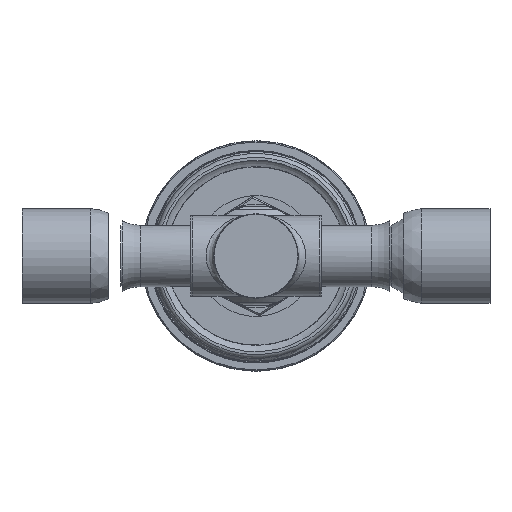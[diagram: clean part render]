
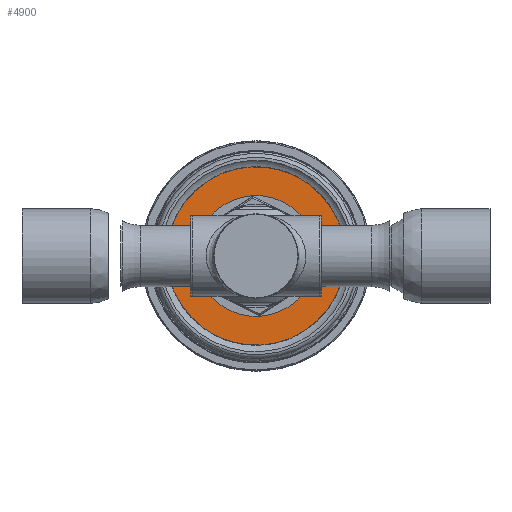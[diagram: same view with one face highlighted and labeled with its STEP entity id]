
A CAD part, front view. The second image highlights one B-rep face of the part: STEP entity #4900.
In plain terms, the highlighted planar face has unit normal (0, 1, 0).
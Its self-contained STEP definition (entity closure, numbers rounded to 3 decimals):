
#94=FACE_BOUND('',#839,.T.);
#159=PLANE('',#5474);
#548=FACE_OUTER_BOUND('',#838,.T.);
#838=EDGE_LOOP('',(#4176,#4177));
#839=EDGE_LOOP('',(#4178,#4179));
#1177=CIRCLE('',#5475,23.25);
#1178=CIRCLE('',#5476,23.25);
#1179=CIRCLE('',#5477,14.956);
#1180=CIRCLE('',#5478,14.956);
#2126=VERTEX_POINT('',#15958);
#2127=VERTEX_POINT('',#15959);
#2128=VERTEX_POINT('',#15962);
#2129=VERTEX_POINT('',#15963);
#2821=EDGE_CURVE('',#2126,#2127,#1177,.T.);
#2822=EDGE_CURVE('',#2127,#2126,#1178,.T.);
#2823=EDGE_CURVE('',#2128,#2129,#1179,.T.);
#2824=EDGE_CURVE('',#2129,#2128,#1180,.T.);
#4176=ORIENTED_EDGE('',*,*,#2821,.T.);
#4177=ORIENTED_EDGE('',*,*,#2822,.T.);
#4178=ORIENTED_EDGE('',*,*,#2823,.T.);
#4179=ORIENTED_EDGE('',*,*,#2824,.T.);
#4900=ADVANCED_FACE('',(#548,#94),#159,.T.);
#5474=AXIS2_PLACEMENT_3D('',#15957,#6766,#6767);
#5475=AXIS2_PLACEMENT_3D('',#15960,#6768,#6769);
#5476=AXIS2_PLACEMENT_3D('',#15961,#6770,#6771);
#5477=AXIS2_PLACEMENT_3D('',#15964,#6772,#6773);
#5478=AXIS2_PLACEMENT_3D('',#15965,#6774,#6775);
#6766=DIRECTION('center_axis',(0.,1.,0.));
#6767=DIRECTION('ref_axis',(0.547,0.,-0.837));
#6768=DIRECTION('center_axis',(0.,1.,0.));
#6769=DIRECTION('ref_axis',(0.547,0.,-0.837));
#6770=DIRECTION('center_axis',(0.,1.,0.));
#6771=DIRECTION('ref_axis',(0.547,0.,-0.837));
#6772=DIRECTION('center_axis',(0.,-1.,0.));
#6773=DIRECTION('ref_axis',(0.547,0.,-0.837));
#6774=DIRECTION('center_axis',(0.,-1.,0.));
#6775=DIRECTION('ref_axis',(0.547,0.,-0.837));
#15957=CARTESIAN_POINT('Origin',(0.233,58.507,64.));
#15958=CARTESIAN_POINT('',(12.95,58.507,44.536));
#15959=CARTESIAN_POINT('',(-12.483,58.507,83.464));
#15960=CARTESIAN_POINT('Origin',(0.233,58.507,64.));
#15961=CARTESIAN_POINT('Origin',(0.233,58.507,64.));
#15962=CARTESIAN_POINT('',(8.414,58.507,51.479));
#15963=CARTESIAN_POINT('',(-7.947,58.507,76.521));
#15964=CARTESIAN_POINT('Origin',(0.233,58.507,64.));
#15965=CARTESIAN_POINT('Origin',(0.233,58.507,64.));
